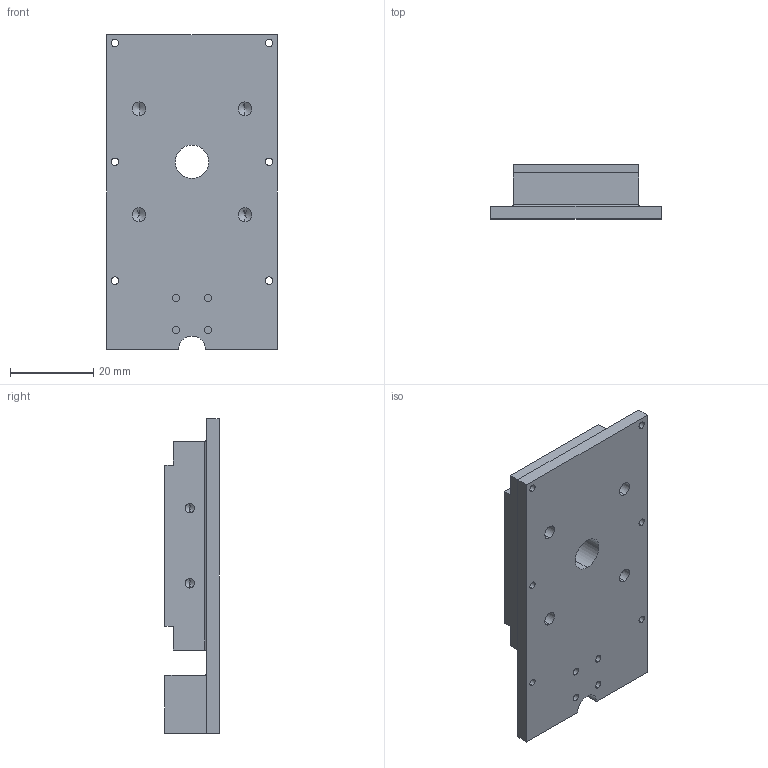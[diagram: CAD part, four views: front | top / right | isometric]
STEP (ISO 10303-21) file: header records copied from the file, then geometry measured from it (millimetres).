
FILE_DESCRIPTION (( 'STEP AP214' ), '1' );
FILE_NAME ('potetntial_mount_design.STEP', '2023-05-02T18:45:10', ( '' ), ( '' ), 'SwSTEP 2.0', 'SolidWorks 2021', '' );
FILE_SCHEMA (( 'AUTOMOTIVE_DESIGN' ));
Length unit declared in the file: millimetre
Products named in the file (1): potetntial_mount_design
Bounding box: 41 x 13 x 75.5 mm (x, y, z)
Volume: 24957.9 mm3; surface area: 10406.5 mm2
Topology: 1 solids, 1 shells, 128 faces, 324 edges, 188 vertices
Faces by surface type: cylinder 67, cone 32, plane 29
Entity records: 4256 total; most frequent: DIRECTION 672, CARTESIAN_POINT 621, ORIENTED_EDGE 584, EDGE_CURVE 292, AXIS2_PLACEMENT_3D 255, VERTEX_POINT 188, EDGE_LOOP 164, LINE 162
